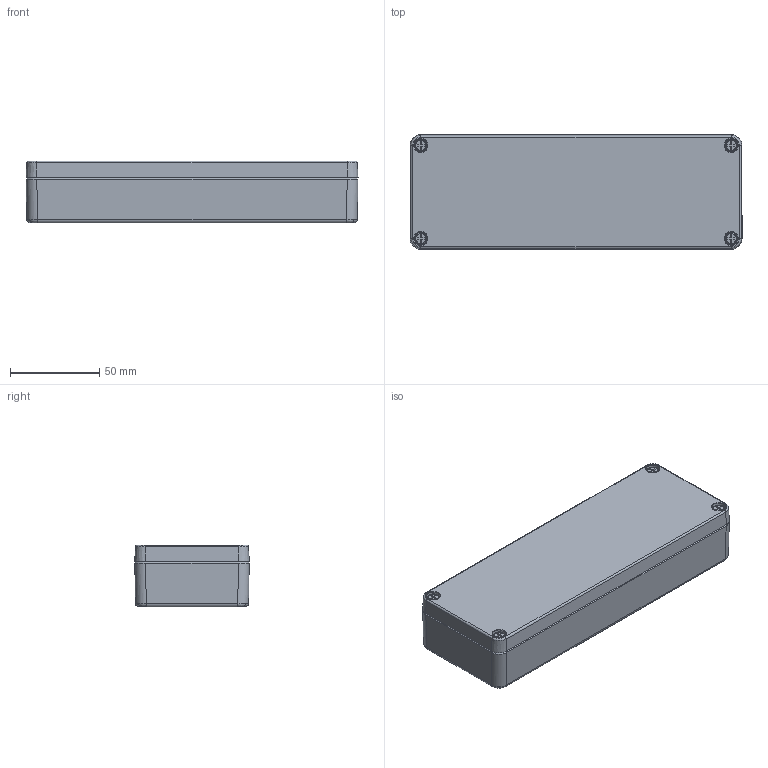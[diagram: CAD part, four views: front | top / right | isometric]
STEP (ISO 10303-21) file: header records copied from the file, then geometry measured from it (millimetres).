
FILE_DESCRIPTION(/* description */ (''),/* implementation_level */ '2;1');
FILE_NAME(/* name */ '09190603000-RST.stp',/* time_stamp */ '2021-09-06T14:21:49+02:00',/* author */ ('sl'),/* organization */ (''),/* preprocessor_version */ 'ST-DEVELOPER v16.5',/* originating_system */ 'Autodesk Inventor 2017',/* authorisation */ '');
FILE_SCHEMA (('AUTOMOTIVE_DESIGN { 1 0 10303 214 3 1 1 }'));
Length unit declared in the file: millimetre
Products named in the file (8): Alu-Gehäuse-05-BG-0001-09_190603_000; Deckel-Alu-Gehäuse-05-BG-0002-09_190603_000; Deckel-Alu-Gehäuse-05-BT-0001-09_190603_000; Dichtlippe-Alu-Gehäuse-05-BT-0003-09_190603_000; UT-Alu-Gehäuse-05-BG-0003-09_190603_000; UT-Alu-Gehäuse-05-BT-0002-09_190603_000; Erdung-Edelstahl-Gehäuse-01-BT-0002-20101006000; Schraube-M4x20-7
Assembly tree (11 placements, depth 3):
  Alu-Gehäuse-05-BG-0001-09_190603_000
    Deckel-Alu-Gehäuse-05-BG-0002-09_190603_000
      Deckel-Alu-Gehäuse-05-BT-0001-09_190603_000
      Dichtlippe-Alu-Gehäuse-05-BT-0003-09_190603_000
    UT-Alu-Gehäuse-05-BG-0003-09_190603_000
      UT-Alu-Gehäuse-05-BT-0002-09_190603_000
      Erdung-Edelstahl-Gehäuse-01-BT-0002-20101006000  x2
    Schraube-M4x20-7  x4
Bounding box: 185.5 x 64 x 34.5 mm (x, y, z)
Volume: 120438.8 mm3; surface area: 86388.8 mm2
Topology: 9 solids, 9 shells, 938 faces, 2216 edges, 1303 vertices
Faces by surface type: plane 260, cylinder 234, torus 197, cone 130, bspline 113, sphere 4
Full cylindrical faces by diameter (mm): 3.3 x10, 3.52 x4, 4 x4, 4.5 x2, 4.7 x2, 5 x2, 7.9 x1, 8 x3
Entity records: 26107 total; most frequent: CARTESIAN_POINT 7631, DIRECTION 4066, ORIENTED_EDGE 3650, EDGE_CURVE 1825, AXIS2_PLACEMENT_3D 1717, VERTEX_POINT 1108, EDGE_LOOP 975, CIRCLE 933
